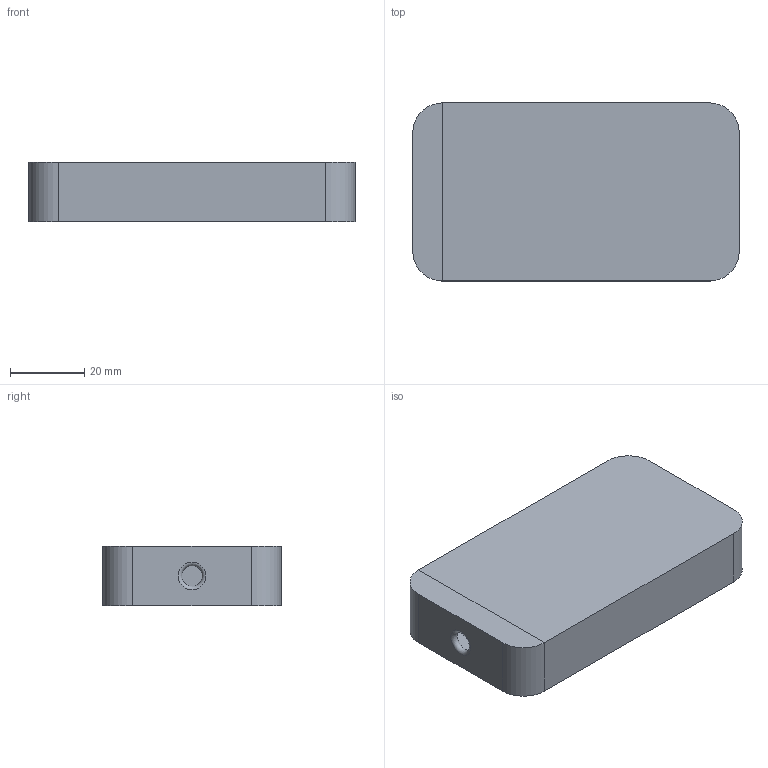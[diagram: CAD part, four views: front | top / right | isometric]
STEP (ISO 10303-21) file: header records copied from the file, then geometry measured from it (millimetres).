
FILE_DESCRIPTION(/* description */ ('STEP AP242','CAx-IF Rec.Pracs.---Representation and Presentation of Product Manufacturing Information (PMI)---4.0---2014-10-13','CAx-IF Rec.Pracs.---3D Tessellated Geometry---0.4---2014-09-14','2;1','CAx-IF Rec.Pracs.---User Defined Attributes---1.5---2016-08-15'),/* implementation_level */ '2;1');
FILE_NAME(/* name */ '6910fbddfbf324313c9de3f4',/* time_stamp */ '2025-11-09T20:38:53Z',/* author */ (''),/* organization */ (''),/* preprocessor_version */ 'ST-DEVELOPER v20',/* originating_system */ 'ONSHAPE BY PTC INC, 1.206',/* authorisation */ ' ');
FILE_SCHEMA (('AP242_MANAGED_MODEL_BASED_3D_ENGINEERING_MIM_LF { 1 0 10303 442 1 1 4 }'));
Length unit declared in the file: metre
Products named in the file (2): Part 3; Part 2
Bounding box: 88 x 48 x 16 mm (x, y, z)
Volume: 22089.2 mm3; surface area: 33112.5 mm2
Topology: 2 solids, 2 shells, 46 faces, 119 edges, 79 vertices
Faces by surface type: plane 28, cylinder 17, torus 1
Entity records: 1447 total; most frequent: DIRECTION 247, CARTESIAN_POINT 243, ORIENTED_EDGE 234, EDGE_CURVE 117, LINE 83, VECTOR 83, AXIS2_PLACEMENT_3D 82, VERTEX_POINT 78
